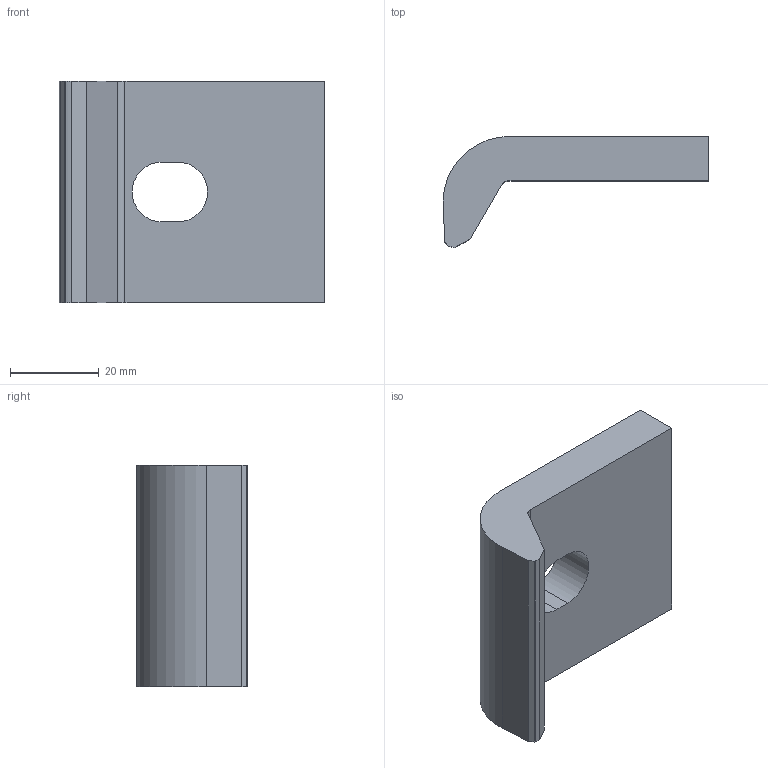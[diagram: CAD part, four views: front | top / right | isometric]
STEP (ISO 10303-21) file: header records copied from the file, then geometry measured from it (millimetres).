
FILE_DESCRIPTION((''),'2;1');
FILE_NAME('6355234','2013-03-12T',('AndreasKeweloh'),(''),'PRO/ENGINEER BY PARAMETRIC TECHNOLOGY CORPORATION, 2012360','PRO/ENGINEER BY PARAMETRIC TECHNOLOGY CORPORATION, 2012360','');
FILE_SCHEMA(('CONFIG_CONTROL_DESIGN'));
Length unit declared in the file: millimetre
Products named in the file (1): 6355234
Bounding box: 60 x 25 x 50 mm (x, y, z)
Volume: 32489.7 mm3; surface area: 9271.5 mm2
Topology: 1 solids, 1 shells, 112 faces, 309 edges, 206 vertices
Faces by surface type: plane 87, extrusion 15, cylinder 10
Entity records: 3832 total; most frequent: CARTESIAN_POINT 964, ORIENTED_EDGE 618, DIRECTION 508, EDGE_CURVE 309, VECTOR 274, LINE 259, VERTEX_POINT 206, EDGE_LOOP 121
